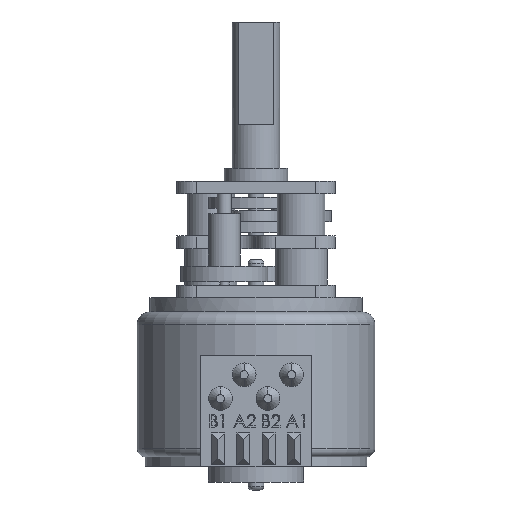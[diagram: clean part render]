
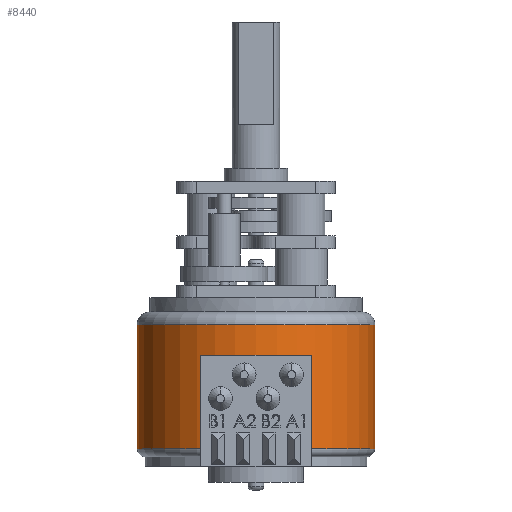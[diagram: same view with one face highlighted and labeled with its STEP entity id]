
A CAD part, front view. The second image highlights one B-rep face of the part: STEP entity #8440.
In plain terms, the highlighted cylindrical face has radius 7.5 mm (diameter 15 mm), a partial arc.
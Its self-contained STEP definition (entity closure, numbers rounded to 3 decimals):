
#157 = ORIENTED_EDGE ( 'NONE', *, *, #817, .T. ) ;
#682 = EDGE_LOOP ( 'NONE', ( #1331, #6242, #157, #12576 ) ) ;
#817 = EDGE_CURVE ( 'NONE', #7833, #8988, #8231, .T. ) ;
#1199 = CARTESIAN_POINT ( 'NONE',  ( -7.5, 0., 0. ) ) ;
#1265 = EDGE_CURVE ( 'NONE', #2877, #7833, #1726, .T. ) ;
#1296 = DIRECTION ( 'NONE',  ( 0., 0., -1. ) ) ;
#1331 = ORIENTED_EDGE ( 'NONE', *, *, #7108, .F. ) ;
#1726 = CIRCLE ( 'NONE', #13007, 7.5 ) ;
#2629 = CYLINDRICAL_SURFACE ( 'NONE', #8531, 7.5 ) ;
#2877 = VERTEX_POINT ( 'NONE', #11057 ) ;
#3388 = VERTEX_POINT ( 'NONE', #5718 ) ;
#4136 = CIRCLE ( 'NONE', #8213, 7.5 ) ;
#4400 = DIRECTION ( 'NONE',  ( -1., 0., 0. ) ) ;
#4553 = CARTESIAN_POINT ( 'NONE',  ( 0., 0., 0. ) ) ;
#4588 = VECTOR ( 'NONE', #1296, 1000. ) ;
#5291 = CARTESIAN_POINT ( 'NONE',  ( -7.5, 0., 10.44 ) ) ;
#5492 = DIRECTION ( 'NONE',  ( 0., 0., -1. ) ) ;
#5718 = CARTESIAN_POINT ( 'NONE',  ( 7.5, 0., 2.6 ) ) ;
#6242 = ORIENTED_EDGE ( 'NONE', *, *, #1265, .T. ) ;
#6638 = DIRECTION ( 'NONE',  ( -1., 0., 0. ) ) ;
#7108 = EDGE_CURVE ( 'NONE', #2877, #3388, #10169, .T. ) ;
#7689 = DIRECTION ( 'NONE',  ( -1., 0., 0. ) ) ;
#7833 = VERTEX_POINT ( 'NONE', #5291 ) ;
#8213 = AXIS2_PLACEMENT_3D ( 'NONE', #8804, #10871, #6638 ) ;
#8231 = LINE ( 'NONE', #1199, #4588 ) ;
#8440 = ADVANCED_FACE ( 'NONE', ( #10773 ), #2629, .T. ) ;
#8531 = AXIS2_PLACEMENT_3D ( 'NONE', #4553, #5492, #7689 ) ;
#8536 = DIRECTION ( 'NONE',  ( 0., 0., -1. ) ) ;
#8804 = CARTESIAN_POINT ( 'NONE',  ( 0., 0., 2.6 ) ) ;
#8988 = VERTEX_POINT ( 'NONE', #11120 ) ;
#9739 = CARTESIAN_POINT ( 'NONE',  ( 7.5, 0., 0. ) ) ;
#10169 = LINE ( 'NONE', #9739, #10337 ) ;
#10337 = VECTOR ( 'NONE', #10739, 1000. ) ;
#10399 = EDGE_CURVE ( 'NONE', #3388, #8988, #4136, .T. ) ;
#10739 = DIRECTION ( 'NONE',  ( 0., 0., -1. ) ) ;
#10773 = FACE_OUTER_BOUND ( 'NONE', #682, .T. ) ;
#10871 = DIRECTION ( 'NONE',  ( 0., 0., -1. ) ) ;
#11057 = CARTESIAN_POINT ( 'NONE',  ( 7.5, 0., 10.44 ) ) ;
#11120 = CARTESIAN_POINT ( 'NONE',  ( -7.5, 0., 2.6 ) ) ;
#11562 = CARTESIAN_POINT ( 'NONE',  ( 0., 0., 10.44 ) ) ;
#12576 = ORIENTED_EDGE ( 'NONE', *, *, #10399, .F. ) ;
#13007 = AXIS2_PLACEMENT_3D ( 'NONE', #11562, #8536, #4400 ) ;
